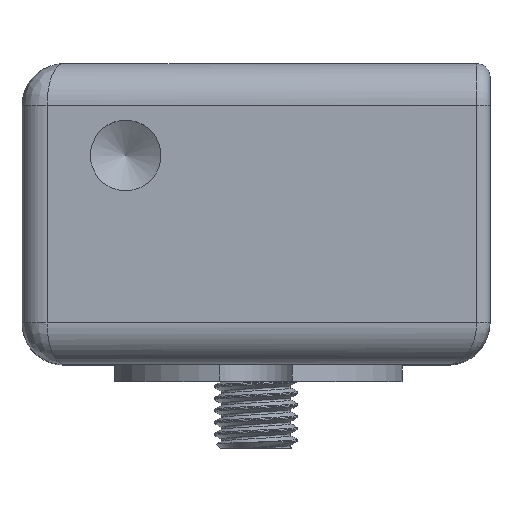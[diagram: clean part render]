
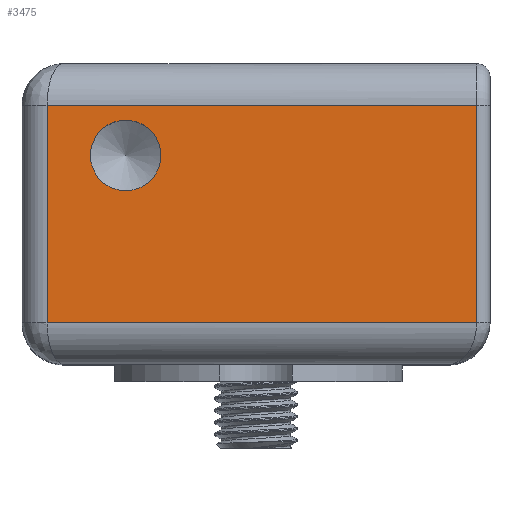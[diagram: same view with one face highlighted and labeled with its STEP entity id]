
A CAD part, top view. The second image highlights one B-rep face of the part: STEP entity #3475.
In plain terms, the highlighted planar face has unit normal (0, 0, 1).
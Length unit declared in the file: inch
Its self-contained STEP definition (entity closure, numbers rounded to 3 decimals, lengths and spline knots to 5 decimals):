
#341=FACE_BOUND('',#792,.T.);
#531=FACE_OUTER_BOUND('',#791,.T.);
#791=EDGE_LOOP('',(#2883,#2884,#2885,#2886));
#792=EDGE_LOOP('',(#2887));
#949=CIRCLE('',#3819,0.1055);
#1141=LINE('',#9473,#1339);
#1146=LINE('',#9519,#1344);
#1147=LINE('',#9575,#1345);
#1148=LINE('',#9609,#1346);
#1339=VECTOR('',#4470,0.3937);
#1344=VECTOR('',#4489,0.3937);
#1345=VECTOR('',#4538,0.3937);
#1346=VECTOR('',#4545,0.3937);
#1615=VERTEX_POINT('',#9465);
#1617=VERTEX_POINT('',#9471);
#1621=VERTEX_POINT('',#9518);
#1622=VERTEX_POINT('',#9573);
#1623=VERTEX_POINT('',#9610);
#2032=EDGE_CURVE('',#1617,#1615,#1141,.T.);
#2041=EDGE_CURVE('',#1615,#1621,#1146,.T.);
#2057=EDGE_CURVE('',#1621,#1622,#1147,.T.);
#2060=EDGE_CURVE('',#1622,#1617,#1148,.T.);
#2061=EDGE_CURVE('',#1623,#1623,#949,.T.);
#2883=ORIENTED_EDGE('',*,*,#2032,.F.);
#2884=ORIENTED_EDGE('',*,*,#2060,.F.);
#2885=ORIENTED_EDGE('',*,*,#2057,.F.);
#2886=ORIENTED_EDGE('',*,*,#2041,.F.);
#2887=ORIENTED_EDGE('',*,*,#2061,.T.);
#3075=PLANE('',#3818);
#3475=ADVANCED_FACE('',(#531,#341),#3075,.T.);
#3818=AXIS2_PLACEMENT_3D('',#9608,#4543,#4544);
#3819=AXIS2_PLACEMENT_3D('',#9611,#4546,#4547);
#4470=DIRECTION('',(0.,1.,0.));
#4489=DIRECTION('',(1.,0.,0.));
#4538=DIRECTION('',(0.,-1.,0.));
#4543=DIRECTION('center_axis',(0.,0.,1.));
#4544=DIRECTION('ref_axis',(1.,0.,0.));
#4545=DIRECTION('',(-1.,0.,0.));
#4546=DIRECTION('center_axis',(0.,0.,-1.));
#4547=DIRECTION('ref_axis',(1.,0.,0.));
#9465=CARTESIAN_POINT('',(-0.625,0.775,0.7));
#9471=CARTESIAN_POINT('',(-0.625,0.125,0.7));
#9473=CARTESIAN_POINT('',(-0.625,0.,0.7));
#9518=CARTESIAN_POINT('',(0.66,0.775,0.7));
#9519=CARTESIAN_POINT('',(-0.35,0.775,0.7));
#9573=CARTESIAN_POINT('',(0.66,0.125,0.7));
#9575=CARTESIAN_POINT('',(0.66,0.,0.7));
#9608=CARTESIAN_POINT('Origin',(-0.7,0.,0.7));
#9609=CARTESIAN_POINT('',(-0.35,0.125,0.7));
#9610=CARTESIAN_POINT('',(-0.2845,0.625,0.7));
#9611=CARTESIAN_POINT('Origin',(-0.39,0.625,0.7));
